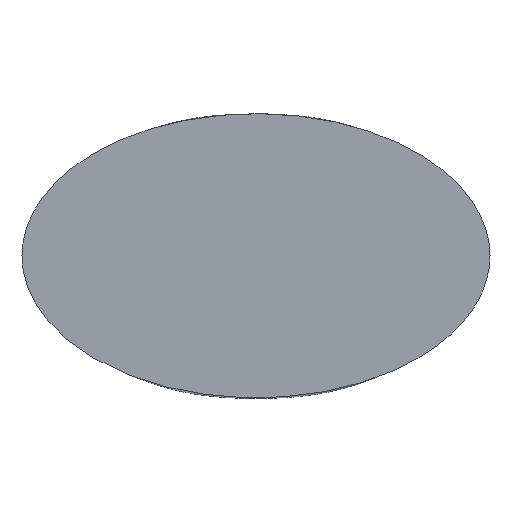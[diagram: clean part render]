
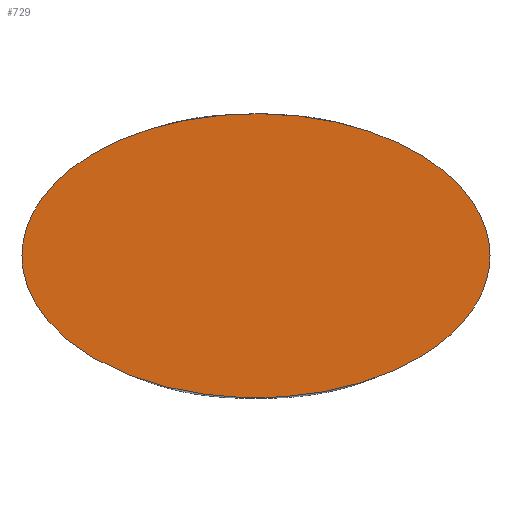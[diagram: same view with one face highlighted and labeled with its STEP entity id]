
A CAD part, top view. The second image highlights one B-rep face of the part: STEP entity #729.
In plain terms, the highlighted planar face has unit normal (0, 0, 1).
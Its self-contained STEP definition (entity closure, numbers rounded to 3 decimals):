
#5 = CARTESIAN_POINT ( 'NONE',  ( -30., 0., 0. ) ) ;
#14 = CARTESIAN_POINT ( 'NONE',  ( -13.045, -16.41, 0. ) ) ;
#25 = CARTESIAN_POINT ( 'NONE',  ( -26.422, -8.706, 0. ) ) ;
#35 = CARTESIAN_POINT ( 'NONE',  ( -27.904, -6.806, 0. ) ) ;
#46 = CARTESIAN_POINT ( 'NONE',  ( -0.1, -18.216, 0. ) ) ;
#106 = CARTESIAN_POINT ( 'NONE',  ( 19.016, -14.108, 0. ) ) ;
#122 = CARTESIAN_POINT ( 'NONE',  ( -30., 0., 0. ) ) ;
#130 = CARTESIAN_POINT ( 'NONE',  ( 29.824, -2.402, 0. ) ) ;
#147 = CARTESIAN_POINT ( 'NONE',  ( -29.067, -4.695, 0. ) ) ;
#155 = CARTESIAN_POINT ( 'NONE',  ( 3.001, -18.126, 0. ) ) ;
#166 = CARTESIAN_POINT ( 'NONE',  ( 10.721, -17.019, 0. ) ) ;
#176 = CARTESIAN_POINT ( 'NONE',  ( -1.201, -18.203, 0. ) ) ;
#181 = AXIS2_PLACEMENT_3D ( 'NONE', #532, #394, #678 ) ;
#187 = CARTESIAN_POINT ( 'NONE',  ( 1.201, -18.202, 0. ) ) ;
#261 = ORIENTED_EDGE ( 'NONE', *, *, #677, .T. ) ;
#282 = PLANE ( 'NONE',  #181 ) ;
#290 = CARTESIAN_POINT ( 'NONE',  ( 15.329, -15.666, 0. ) ) ;
#325 = CARTESIAN_POINT ( 'NONE',  ( 8.367, -17.499, 0. ) ) ;
#394 = DIRECTION ( 'NONE',  ( 0., 0., 1. ) ) ;
#433 = CARTESIAN_POINT ( 'NONE',  ( -16.452, -15.24, 0. ) ) ;
#442 = CARTESIAN_POINT ( 'NONE',  ( -10.721, -17.019, 0. ) ) ;
#462 = CARTESIAN_POINT ( 'NONE',  ( -5.991, -17.854, 0. ) ) ;
#473 = CARTESIAN_POINT ( 'NONE',  ( -0.701, -18.212, 0. ) ) ;
#532 = CARTESIAN_POINT ( 'NONE',  ( 0., 0., 0. ) ) ;
#541 = EDGE_LOOP ( 'NONE', ( #261, #828 ) ) ;
#543 = CARTESIAN_POINT ( 'NONE',  ( 24.708, -10.392, 0. ) ) ;
#574 = CARTESIAN_POINT ( 'NONE',  ( -7.182, -17.692, 0. ) ) ;
#582 = CARTESIAN_POINT ( 'NONE',  ( -15.329, -15.666, 0. ) ) ;
#601 = CARTESIAN_POINT ( 'NONE',  ( -9.547, -17.275, 0. ) ) ;
#612 = CARTESIAN_POINT ( 'NONE',  ( 0.901, -18.208, 0. ) ) ;
#668 = CARTESIAN_POINT ( 'NONE',  ( 13.045, -16.41, 0. ) ) ;
#677 = EDGE_CURVE ( 'NONE', #820, #1655, #1654, .T. ) ;
#678 = DIRECTION ( 'NONE',  ( 1., 0., 0. ) ) ;
#686 = CARTESIAN_POINT ( 'NONE',  ( 30., 0., 0. ) ) ;
#693 = CARTESIAN_POINT ( 'NONE',  ( 26.422, -8.706, 0. ) ) ;
#702 = CARTESIAN_POINT ( 'NONE',  ( 30., -0.801, 0. ) ) ;
#710 = CARTESIAN_POINT ( 'NONE',  ( -29.824, -2.402, 0. ) ) ;
#718 = CARTESIAN_POINT ( 'NONE',  ( 0.1, -18.216, 0. ) ) ;
#728 = CARTESIAN_POINT ( 'NONE',  ( -8.367, -17.499, 0. ) ) ;
#729 = ADVANCED_FACE ( 'NONE', ( #1647 ), #282, .T. ) ;
#739 = CARTESIAN_POINT ( 'NONE',  ( -1.801, -18.185, 0. ) ) ;
#748 = CARTESIAN_POINT ( 'NONE',  ( -3.601, -18.09, 0. ) ) ;
#820 = VERTEX_POINT ( 'NONE', #976 ) ;
#828 = ORIENTED_EDGE ( 'NONE', *, *, #1629, .F. ) ;
#848 = CARTESIAN_POINT ( 'NONE',  ( 1.901, -18.18, 0. ) ) ;
#855 = CARTESIAN_POINT ( 'NONE',  ( 9.547, -17.275, 0. ) ) ;
#864 = CARTESIAN_POINT ( 'NONE',  ( -14.192, -16.055, 0. ) ) ;
#874 = CARTESIAN_POINT ( 'NONE',  ( -11.887, -16.731, 0. ) ) ;
#884 = CARTESIAN_POINT ( 'NONE',  ( 4.199, -18.038, 0. ) ) ;
#952 = CARTESIAN_POINT ( 'NONE',  ( 22.812, -11.877, 0. ) ) ;
#959 = CARTESIAN_POINT ( 'NONE',  ( 20.788, -13.173, 0. ) ) ;
#976 = CARTESIAN_POINT ( 'NONE',  ( 30., 0., 0. ) ) ;
#985 = CARTESIAN_POINT ( 'NONE',  ( 17.561, -14.777, 0. ) ) ;
#1000 = CARTESIAN_POINT ( 'NONE',  ( -22.812, -11.877, 0. ) ) ;
#1022 = CARTESIAN_POINT ( 'NONE',  ( 7.379, -17.66, 0. ) ) ;
#1034 = CARTESIAN_POINT ( 'NONE',  ( -2.601, -18.151, 0. ) ) ;
#1091 = B_SPLINE_CURVE_WITH_KNOTS ( 'NONE', 3,
 ( #686, #702, #130, #1798, #1260, #693, #543, #952, #959, #106, #985, #1544, #290, #1363, #668, #1161, #166, #855, #325, #1022, #1581, #1412, #1284, #1688, #884, #1303, #155, #1720, #848, #1444, #187, #612, #1172, #1729, #718, #46, #1275, #473, #176, #739, #1034, #748, #1132, #462, #574, #728, #601, #442, #874, #14, #864, #582, #433, #1699, #1591, #1404, #1000, #1141, #25, #35, #147, #710, #1425, #1268 ),
 .UNSPECIFIED., .F., .F.,
 ( 4, 1, 1, 1, 1, 1, 1, 1, 1, 1, 1, 1, 1, 1, 1, 1, 1, 1, 1, 1, 1, 1, 1, 1, 1, 1, 1, 1, 1, 1, 1, 1, 1, 2, 1, 1, 1, 1, 1, 1, 1, 1, 1, 1, 1, 1, 1, 1, 1, 1, 1, 1, 1, 1, 1, 1, 1, 1, 1, 1, 4 ),
 ( 0., 0.031, 0.063, 0.094, 0.125, 0.156, 0.188, 0.219, 0.25, 0.266, 0.281, 0.297, 0.313, 0.328, 0.344, 0.359, 0.375, 0.391, 0.406, 0.414, 0.422, 0.43, 0.438, 0.445, 0.453, 0.461, 0.469, 0.477, 0.48, 0.484, 0.488, 0.492, 0.496, 0.5, 0.504, 0.508, 0.516, 0.523, 0.531, 0.547, 0.563, 0.578, 0.594, 0.609, 0.625, 0.641, 0.656, 0.672, 0.688, 0.703, 0.719, 0.734, 0.75, 0.781, 0.813, 0.844, 0.875, 0.906, 0.938, 0.969, 1. ),
 .UNSPECIFIED. ) ;
#1132 = CARTESIAN_POINT ( 'NONE',  ( -4.797, -17.987, 0. ) ) ;
#1141 = CARTESIAN_POINT ( 'NONE',  ( -24.708, -10.392, 0. ) ) ;
#1161 = CARTESIAN_POINT ( 'NONE',  ( 11.887, -16.731, 0. ) ) ;
#1172 = CARTESIAN_POINT ( 'NONE',  ( 0.601, -18.213, 0. ) ) ;
#1260 = CARTESIAN_POINT ( 'NONE',  ( 27.904, -6.806, 0. ) ) ;
#1268 = CARTESIAN_POINT ( 'NONE',  ( -30., 0., 0. ) ) ;
#1275 = CARTESIAN_POINT ( 'NONE',  ( -0.3, -18.216, 0. ) ) ;
#1284 = CARTESIAN_POINT ( 'NONE',  ( 5.394, -17.921, 0. ) ) ;
#1303 = CARTESIAN_POINT ( 'NONE',  ( 3.6, -18.086, 0. ) ) ;
#1363 = CARTESIAN_POINT ( 'NONE',  ( 14.192, -16.055, 0. ) ) ;
#1386 = CARTESIAN_POINT ( 'NONE',  ( 30., 36.432, 0. ) ) ;
#1404 = CARTESIAN_POINT ( 'NONE',  ( -20.788, -13.173, 0. ) ) ;
#1412 = CARTESIAN_POINT ( 'NONE',  ( 5.991, -17.851, 0. ) ) ;
#1425 = CARTESIAN_POINT ( 'NONE',  ( -30., -0.801, 0. ) ) ;
#1444 = CARTESIAN_POINT ( 'NONE',  ( 1.501, -18.194, 0. ) ) ;
#1544 = CARTESIAN_POINT ( 'NONE',  ( 16.452, -15.24, 0. ) ) ;
#1581 = CARTESIAN_POINT ( 'NONE',  ( 6.586, -17.773, 0. ) ) ;
#1591 = CARTESIAN_POINT ( 'NONE',  ( -19.016, -14.108, 0. ) ) ;
#1629 = EDGE_CURVE ( 'NONE', #820, #1655, #1091, .T. ) ;
#1647 = FACE_OUTER_BOUND ( 'NONE', #541, .T. ) ;
#1654 =( BOUNDED_CURVE ( )  B_SPLINE_CURVE ( 3, ( #1788, #1386, #1657, #122 ),
 .UNSPECIFIED., .F., .T. ) 
 B_SPLINE_CURVE_WITH_KNOTS ( ( 4, 4 ),
 ( 0., 3.142 ),
 .UNSPECIFIED. ) 
 CURVE ( )  GEOMETRIC_REPRESENTATION_ITEM ( )  RATIONAL_B_SPLINE_CURVE ( ( 1., 0.333, 0.333, 1. ) ) 
 REPRESENTATION_ITEM ( '' )  );
#1655 = VERTEX_POINT ( 'NONE', #5 ) ;
#1657 = CARTESIAN_POINT ( 'NONE',  ( -30., 36.432, 0. ) ) ;
#1688 = CARTESIAN_POINT ( 'NONE',  ( 4.797, -17.983, 0. ) ) ;
#1699 = CARTESIAN_POINT ( 'NONE',  ( -17.561, -14.777, 0. ) ) ;
#1720 = CARTESIAN_POINT ( 'NONE',  ( 2.401, -18.159, 0. ) ) ;
#1729 = CARTESIAN_POINT ( 'NONE',  ( 0.3, -18.216, 0. ) ) ;
#1788 = CARTESIAN_POINT ( 'NONE',  ( 30., 0., 0. ) ) ;
#1798 = CARTESIAN_POINT ( 'NONE',  ( 29.067, -4.695, 0. ) ) ;
